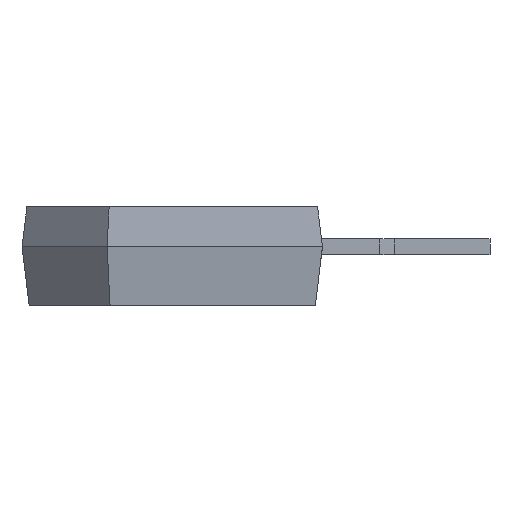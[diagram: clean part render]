
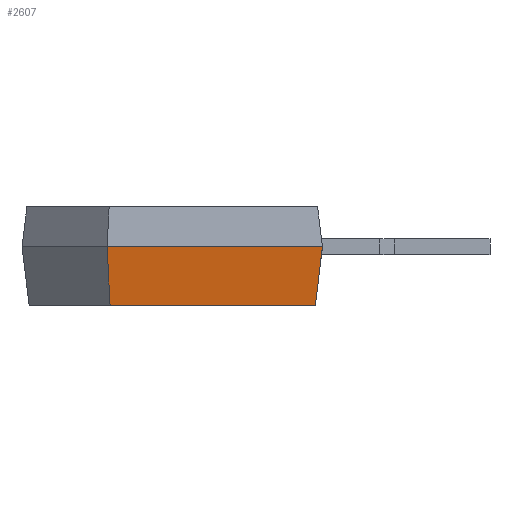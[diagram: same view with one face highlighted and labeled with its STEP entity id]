
A CAD part, left-side view. The second image highlights one B-rep face of the part: STEP entity #2607.
In plain terms, the highlighted planar face has unit normal (-0.993, 0, -0.122).
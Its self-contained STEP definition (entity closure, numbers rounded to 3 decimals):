
#9 = CARTESIAN_POINT ( 'NONE',  ( -2.615, 2.865, -1.347 ) ) ;
#298 = EDGE_CURVE ( 'NONE', #619, #3633, #3144, .T. ) ;
#619 = VERTEX_POINT ( 'NONE', #3880 ) ;
#811 = FACE_OUTER_BOUND ( 'NONE', #8349, .T. ) ;
#1578 = VECTOR ( 'NONE', #11180, 1000. ) ;
#1760 = VECTOR ( 'NONE', #3300, 1000. ) ;
#2607 = ADVANCED_FACE ( 'NONE', ( #811 ), #11429, .T. ) ;
#2638 = CARTESIAN_POINT ( 'NONE',  ( -2.51, 10.688, -2.2 ) ) ;
#3144 = LINE ( 'NONE', #9326, #3992 ) ;
#3300 = DIRECTION ( 'NONE',  ( 0.121, 0.121, -0.985 ) ) ;
#3586 = CARTESIAN_POINT ( 'NONE',  ( -2.51, 2.97, -2.2 ) ) ;
#3633 = VERTEX_POINT ( 'NONE', #5895 ) ;
#3864 = LINE ( 'NONE', #4892, #12698 ) ;
#3880 = CARTESIAN_POINT ( 'NONE',  ( -2.78, 2.7, 0. ) ) ;
#3992 = VECTOR ( 'NONE', #8347, 1000. ) ;
#4212 = DIRECTION ( 'NONE',  ( -0.993, 0., -0.122 ) ) ;
#4282 = AXIS2_PLACEMENT_3D ( 'NONE', #13439, #4212, #13584 ) ;
#4857 = EDGE_CURVE ( 'NONE', #3633, #7283, #3864, .T. ) ;
#4892 = CARTESIAN_POINT ( 'NONE',  ( -2.8, 10.808, 0.16 ) ) ;
#5573 = VERTEX_POINT ( 'NONE', #3586 ) ;
#5834 = ORIENTED_EDGE ( 'NONE', *, *, #10975, .F. ) ;
#5895 = CARTESIAN_POINT ( 'NONE',  ( -2.78, 10.8, 0. ) ) ;
#5921 = ORIENTED_EDGE ( 'NONE', *, *, #12333, .F. ) ;
#6999 = LINE ( 'NONE', #7074, #1578 ) ;
#7074 = CARTESIAN_POINT ( 'NONE',  ( -2.51, 10.8, -2.2 ) ) ;
#7283 = VERTEX_POINT ( 'NONE', #2638 ) ;
#8255 = DIRECTION ( 'NONE',  ( 0.122, -0.05, -0.991 ) ) ;
#8347 = DIRECTION ( 'NONE',  ( 0., 1., 0. ) ) ;
#8349 = EDGE_LOOP ( 'NONE', ( #10912, #5834, #5921, #12316 ) ) ;
#9326 = CARTESIAN_POINT ( 'NONE',  ( -2.78, 14., 0. ) ) ;
#10693 = LINE ( 'NONE', #9, #1760 ) ;
#10912 = ORIENTED_EDGE ( 'NONE', *, *, #4857, .T. ) ;
#10975 = EDGE_CURVE ( 'NONE', #5573, #7283, #6999, .T. ) ;
#11180 = DIRECTION ( 'NONE',  ( 0., 1., 0. ) ) ;
#11429 = PLANE ( 'NONE',  #4282 ) ;
#12316 = ORIENTED_EDGE ( 'NONE', *, *, #298, .T. ) ;
#12333 = EDGE_CURVE ( 'NONE', #619, #5573, #10693, .T. ) ;
#12698 = VECTOR ( 'NONE', #8255, 1000. ) ;
#13439 = CARTESIAN_POINT ( 'NONE',  ( -2.78, 14., 0. ) ) ;
#13584 = DIRECTION ( 'NONE',  ( 0., 1., 0. ) ) ;
